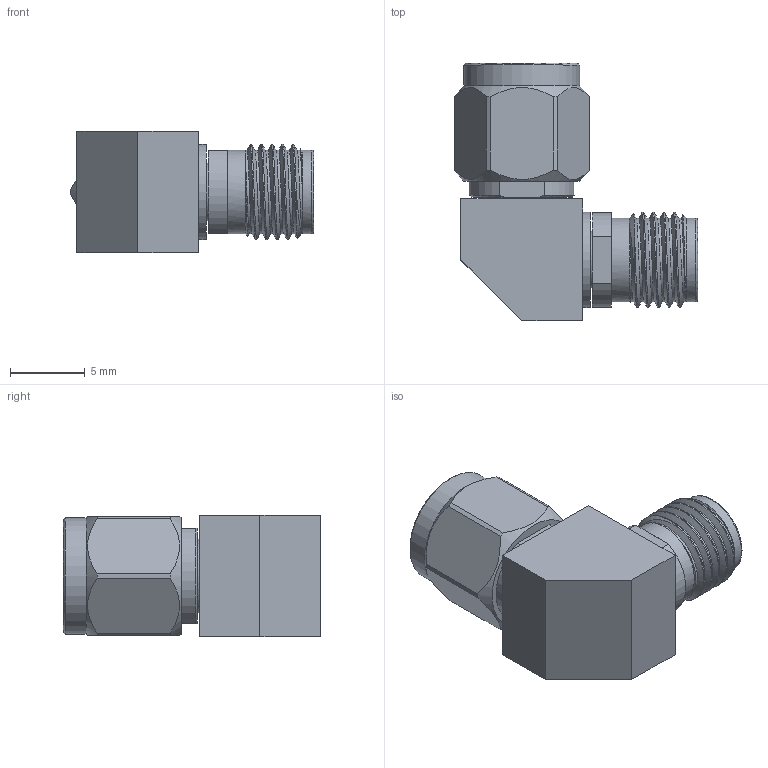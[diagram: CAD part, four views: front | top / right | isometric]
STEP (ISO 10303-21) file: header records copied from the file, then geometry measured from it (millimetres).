
FILE_DESCRIPTION (( 'STEP AP203' ), '1' );
FILE_NAME ('FMAD1206_3D.step', '2021-04-02T20:48:10', ( '' ), ( '' ), 'SwSTEP 2.0', 'SolidWorks 2020', '' );
FILE_SCHEMA (( 'CONFIG_CONTROL_DESIGN' ));
Length unit declared in the file: inch
Products named in the file (1): FMAD1206_3D
Bounding box: 16.23 x 17.2 x 8.13 mm (x, y, z)
Volume: 958.7 mm3; surface area: 1183.9 mm2
Topology: 1 solids, 2 shells, 197 faces, 499 edges, 333 vertices
Faces by surface type: plane 101, bspline 50, cylinder 33, cone 12, torus 1
Full cylindrical faces by diameter (mm): 0.94 x2, 1.194 x2, 2.54 x1, 2.92 x2, 3.81 x1, 4.445 x1, 4.572 x1, 4.985 x1, 5.582 x2, 6.35 x7, 7.762 x1
Entity records: 11009 total; most frequent: CARTESIAN_POINT 6792, ORIENTED_EDGE 928, DIRECTION 661, EDGE_CURVE 464, VERTEX_POINT 327, VECTOR 245, LINE 245, EDGE_LOOP 241
